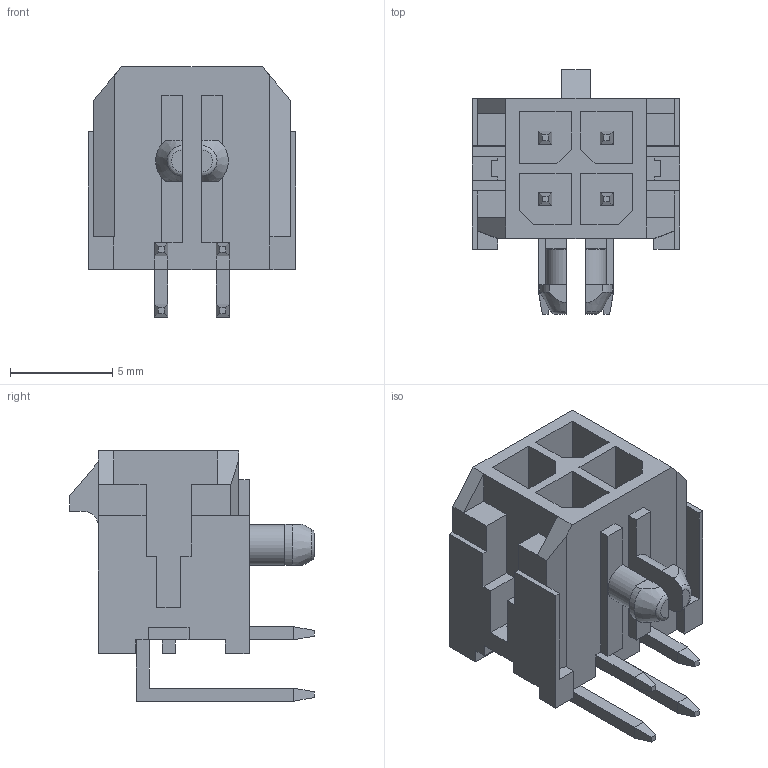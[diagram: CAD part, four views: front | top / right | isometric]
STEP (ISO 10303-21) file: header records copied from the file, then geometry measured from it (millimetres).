
FILE_DESCRIPTION( ( 'STEP AP214' ), '1' );
FILE_NAME( 'psolqas_22492_6.stp', '2020-07-09T08:01:59', ( 'License CC BY-ND 4.0' ), ( 'CADENAS' ), ' ', 'PARTsolutions', ' ' );
FILE_SCHEMA( ( 'AUTOMOTIVE_DESIGN { 1 0 10303 214 1 1 1 1 }' ) );
Length unit declared in the file: metre
Products named in the file (1): 1
Bounding box: 10.15 x 11.95 x 12.24 mm (x, y, z)
Volume: 454.5 mm3; surface area: 981.2 mm2
Topology: 1 solids, 1 shells, 263 faces, 685 edges, 433 vertices
Faces by surface type: plane 254, cylinder 5, cone 2, torus 2
Entity records: 7850 total; most frequent: CARTESIAN_POINT 1430, ORIENTED_EDGE 1370, DIRECTION 1221, EDGE_CURVE 685, LINE 653, VECTOR 653, VERTEX_POINT 433, AXIS2_PLACEMENT_3D 284
